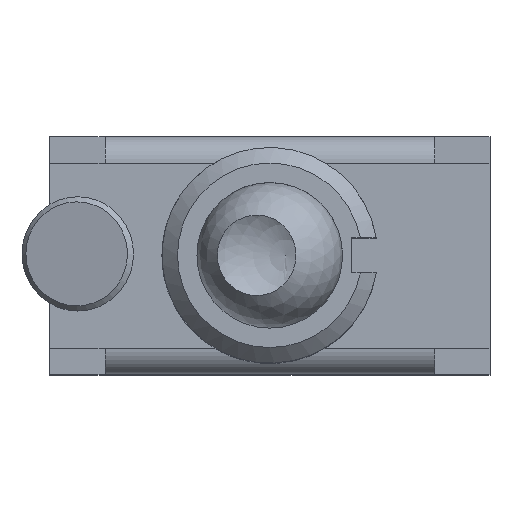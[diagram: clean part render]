
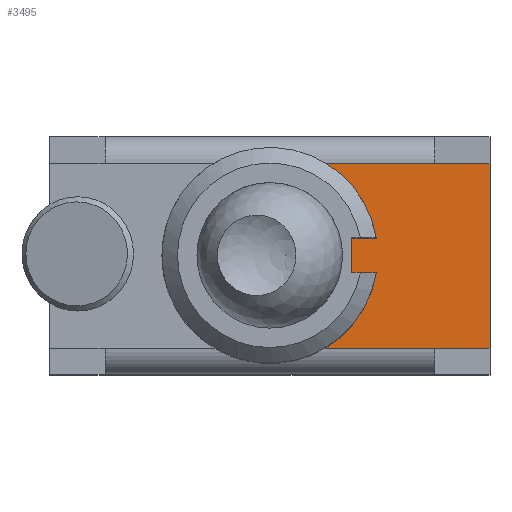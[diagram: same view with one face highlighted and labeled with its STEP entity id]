
A CAD part, top view. The second image highlights one B-rep face of the part: STEP entity #3495.
In plain terms, the highlighted planar face has unit normal (0, 0, 1).
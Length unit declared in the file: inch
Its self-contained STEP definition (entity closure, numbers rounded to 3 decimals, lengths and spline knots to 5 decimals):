
#176=PLANE('',#3761);
#339=LINE('',#5208,#739);
#344=LINE('',#5223,#744);
#360=LINE('',#5257,#760);
#362=LINE('',#5260,#762);
#363=LINE('',#5262,#763);
#466=LINE('',#5494,#866);
#467=LINE('',#5496,#867);
#468=LINE('',#5498,#868);
#739=VECTOR('',#4143,0.3937);
#744=VECTOR('',#4156,0.3937);
#760=VECTOR('',#4180,0.3937);
#762=VECTOR('',#4184,0.3937);
#763=VECTOR('',#4187,0.3937);
#866=VECTOR('',#4422,0.3937);
#867=VECTOR('',#4423,0.3937);
#868=VECTOR('',#4424,0.3937);
#1142=FACE_OUTER_BOUND('',#1354,.T.);
#1354=EDGE_LOOP('',(#2827,#2828,#2829,#2830,#2831,#2832,#2833,#2834,#2835,
#2836));
#1498=CIRCLE('',#3762,0.12244);
#1499=CIRCLE('',#3763,0.12244);
#1640=VERTEX_POINT('',#5205);
#1641=VERTEX_POINT('',#5207);
#1646=VERTEX_POINT('',#5220);
#1647=VERTEX_POINT('',#5222);
#1660=VERTEX_POINT('',#5254);
#1661=VERTEX_POINT('',#5256);
#1723=VERTEX_POINT('',#5491);
#1724=VERTEX_POINT('',#5493);
#1725=VERTEX_POINT('',#5495);
#1726=VERTEX_POINT('',#5497);
#1976=EDGE_CURVE('',#1641,#1640,#339,.T.);
#1983=EDGE_CURVE('',#1646,#1647,#344,.T.);
#2000=EDGE_CURVE('',#1661,#1660,#360,.T.);
#2002=EDGE_CURVE('',#1647,#1660,#362,.T.);
#2003=EDGE_CURVE('',#1640,#1661,#363,.T.);
#2118=EDGE_CURVE('',#1646,#1723,#1498,.T.);
#2119=EDGE_CURVE('',#1723,#1724,#466,.T.);
#2120=EDGE_CURVE('',#1724,#1725,#467,.T.);
#2121=EDGE_CURVE('',#1725,#1726,#468,.T.);
#2122=EDGE_CURVE('',#1726,#1641,#1499,.T.);
#2827=ORIENTED_EDGE('',*,*,#2118,.T.);
#2828=ORIENTED_EDGE('',*,*,#2119,.T.);
#2829=ORIENTED_EDGE('',*,*,#2120,.T.);
#2830=ORIENTED_EDGE('',*,*,#2121,.T.);
#2831=ORIENTED_EDGE('',*,*,#2122,.T.);
#2832=ORIENTED_EDGE('',*,*,#1976,.T.);
#2833=ORIENTED_EDGE('',*,*,#2003,.T.);
#2834=ORIENTED_EDGE('',*,*,#2000,.T.);
#2835=ORIENTED_EDGE('',*,*,#2002,.F.);
#2836=ORIENTED_EDGE('',*,*,#1983,.F.);
#3495=ADVANCED_FACE('',(#1142),#176,.T.);
#3761=AXIS2_PLACEMENT_3D('',#5490,#4418,#4419);
#3762=AXIS2_PLACEMENT_3D('',#5492,#4420,#4421);
#3763=AXIS2_PLACEMENT_3D('',#5499,#4425,#4426);
#4143=DIRECTION('',(1.,0.,0.));
#4156=DIRECTION('',(1.,0.,0.));
#4180=DIRECTION('',(0.,1.,0.));
#4184=DIRECTION('',(1.,0.,0.));
#4187=DIRECTION('',(1.,0.,0.));
#4418=DIRECTION('center_axis',(0.,0.,1.));
#4419=DIRECTION('ref_axis',(0.,-1.,0.));
#4420=DIRECTION('center_axis',(0.,0.,-1.));
#4421=DIRECTION('ref_axis',(0.986,0.164,0.));
#4422=DIRECTION('',(-1.,0.,0.));
#4423=DIRECTION('',(0.,-1.,0.));
#4424=DIRECTION('',(1.,0.,0.));
#4425=DIRECTION('center_axis',(0.,0.,-1.));
#4426=DIRECTION('ref_axis',(0.986,0.164,0.));
#5205=CARTESIAN_POINT('',(0.18701,-0.10512,0.35));
#5207=CARTESIAN_POINT('',(0.06279,-0.10512,0.35));
#5208=CARTESIAN_POINT('',(0.,-0.10512,0.35));
#5220=CARTESIAN_POINT('',(0.06279,0.10512,0.35));
#5222=CARTESIAN_POINT('',(0.18701,0.10512,0.35));
#5223=CARTESIAN_POINT('',(0.,0.10512,0.35));
#5254=CARTESIAN_POINT('',(0.25,0.10512,0.35));
#5256=CARTESIAN_POINT('',(0.25,-0.10512,0.35));
#5257=CARTESIAN_POINT('',(0.25,0.10512,0.35));
#5260=CARTESIAN_POINT('',(0.18701,0.10512,0.35));
#5262=CARTESIAN_POINT('',(0.18701,-0.10512,0.35));
#5490=CARTESIAN_POINT('Origin',(0.,0.10512,0.35));
#5491=CARTESIAN_POINT('',(0.12078,0.02008,0.35));
#5492=CARTESIAN_POINT('Origin',(0.,0.,
0.35));
#5493=CARTESIAN_POINT('',(0.09283,0.02008,0.35));
#5494=CARTESIAN_POINT('',(0.06039,0.02008,0.35));
#5495=CARTESIAN_POINT('',(0.09283,-0.02008,0.35));
#5496=CARTESIAN_POINT('',(0.09283,0.0626,0.35));
#5497=CARTESIAN_POINT('',(0.12078,-0.02008,0.35));
#5498=CARTESIAN_POINT('',(0.04642,-0.02008,0.35));
#5499=CARTESIAN_POINT('Origin',(0.,0.,
0.35));
